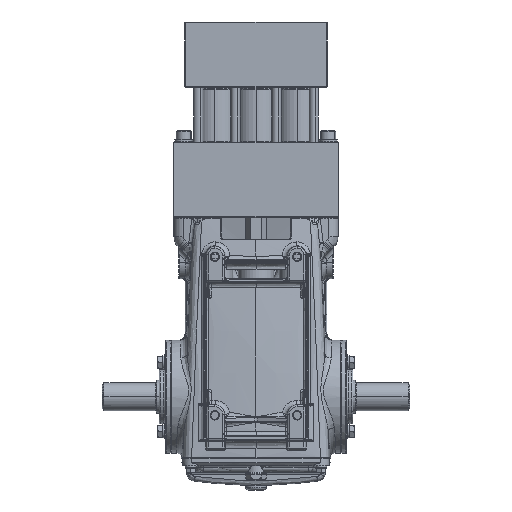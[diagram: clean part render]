
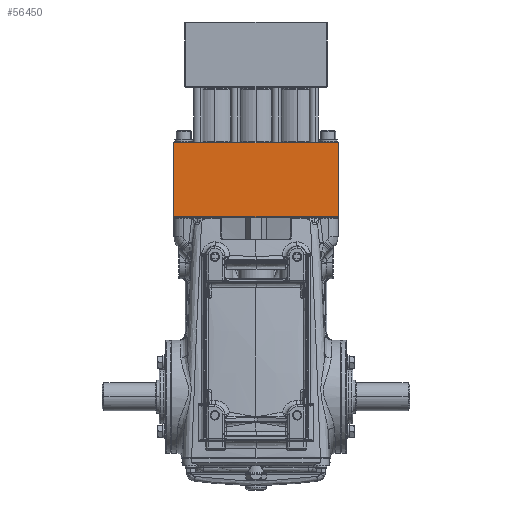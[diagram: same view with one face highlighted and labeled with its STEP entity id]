
A CAD part, front view. The second image highlights one B-rep face of the part: STEP entity #56450.
In plain terms, the highlighted planar face has unit normal (0, -1, 0).
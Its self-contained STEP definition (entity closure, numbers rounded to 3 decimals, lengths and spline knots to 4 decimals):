
#2506 = CARTESIAN_POINT ( 'NONE',  ( -3.47, -1.375, 10.7166 ) ) ;
#3336 = VERTEX_POINT ( 'NONE', #87449 ) ;
#3844 = CARTESIAN_POINT ( 'NONE',  ( -3.47, -1.375, 7.5891 ) ) ;
#4165 = CARTESIAN_POINT ( 'NONE',  ( 3.47, -1.375, 10.7466 ) ) ;
#6568 = CARTESIAN_POINT ( 'NONE',  ( -3.5, -1.375, 10.7166 ) ) ;
#7325 = VECTOR ( 'NONE', #34476, 39.3701 ) ;
#9717 = EDGE_CURVE ( 'NONE', #42281, #15699, #41687, .T. ) ;
#10055 = LINE ( 'NONE', #4165, #73050 ) ;
#12964 = EDGE_LOOP ( 'NONE', ( #79994, #30193, #33619, #81978 ) ) ;
#13577 = LINE ( 'NONE', #14019, #56821 ) ;
#14019 = CARTESIAN_POINT ( 'NONE',  ( -3.47, -1.375, 10.7466 ) ) ;
#15699 = VERTEX_POINT ( 'NONE', #2506 ) ;
#19880 = PLANE ( 'NONE',  #57555 ) ;
#21645 = DIRECTION ( 'NONE',  ( 0., 0., -1. ) ) ;
#29850 = DIRECTION ( 'NONE',  ( 0., 0., 1. ) ) ;
#30193 = ORIENTED_EDGE ( 'NONE', *, *, #37785, .T. ) ;
#33619 = ORIENTED_EDGE ( 'NONE', *, *, #83212, .T. ) ;
#34476 = DIRECTION ( 'NONE',  ( -1., 0., 0. ) ) ;
#36488 = VERTEX_POINT ( 'NONE', #3844 ) ;
#37785 = EDGE_CURVE ( 'NONE', #15699, #36488, #13577, .T. ) ;
#41687 = LINE ( 'NONE', #6568, #7325 ) ;
#42281 = VERTEX_POINT ( 'NONE', #60456 ) ;
#46020 = CARTESIAN_POINT ( 'NONE',  ( 3.5, -1.375, 10.7466 ) ) ;
#46900 = DIRECTION ( 'NONE',  ( 0., 1., 0. ) ) ;
#47410 = EDGE_CURVE ( 'NONE', #3336, #42281, #10055, .T. ) ;
#48496 = DIRECTION ( 'NONE',  ( 1., 0., 0. ) ) ;
#52855 = VECTOR ( 'NONE', #48496, 39.3701 ) ;
#56450 = ADVANCED_FACE ( 'NONE', ( #81480 ), #19880, .F. ) ;
#56821 = VECTOR ( 'NONE', #21645, 39.3701 ) ;
#57555 = AXIS2_PLACEMENT_3D ( 'NONE', #46020, #46900, #74291 ) ;
#60456 = CARTESIAN_POINT ( 'NONE',  ( 3.47, -1.375, 10.7166 ) ) ;
#61554 = LINE ( 'NONE', #82631, #52855 ) ;
#73050 = VECTOR ( 'NONE', #29850, 39.3701 ) ;
#74291 = DIRECTION ( 'NONE',  ( 0., 0., -1. ) ) ;
#79994 = ORIENTED_EDGE ( 'NONE', *, *, #9717, .T. ) ;
#81480 = FACE_OUTER_BOUND ( 'NONE', #12964, .T. ) ;
#81978 = ORIENTED_EDGE ( 'NONE', *, *, #47410, .T. ) ;
#82631 = CARTESIAN_POINT ( 'NONE',  ( 3.5, -1.375, 7.5891 ) ) ;
#83212 = EDGE_CURVE ( 'NONE', #36488, #3336, #61554, .T. ) ;
#87449 = CARTESIAN_POINT ( 'NONE',  ( 3.47, -1.375, 7.5891 ) ) ;
